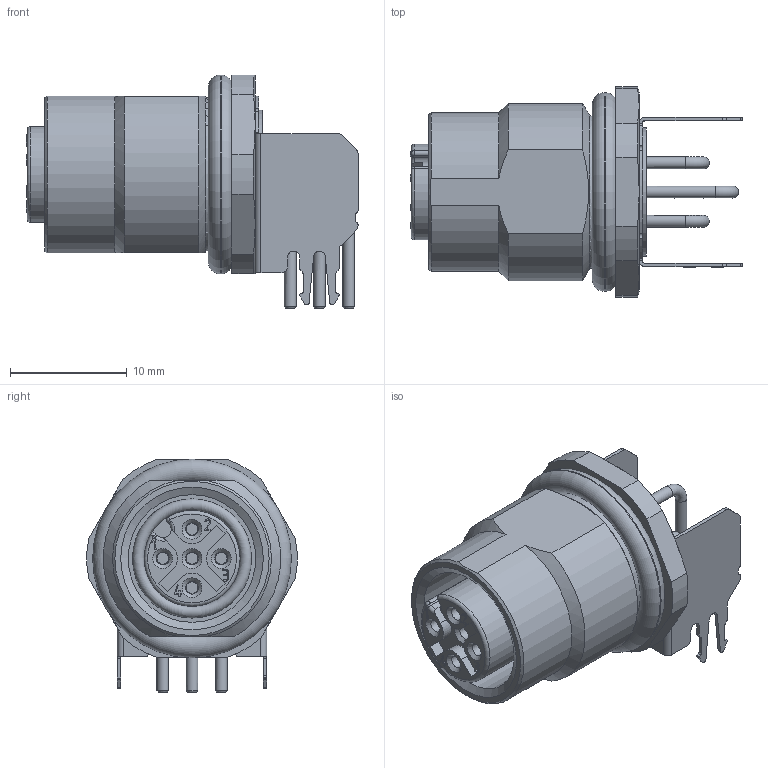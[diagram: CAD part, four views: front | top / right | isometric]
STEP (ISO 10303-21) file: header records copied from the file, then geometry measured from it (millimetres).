
FILE_DESCRIPTION(/* description */ (''),/* implementation_level */ '2;1');
FILE_NAME(/* name */ '09 3442 605 05 001_00.stp',/* time_stamp */ '2013-10-01T14:07:25+02:00',/* author */ (''),/* organization */ (''),/* preprocessor_version */ 'ST-DEVELOPER v14',/* originating_system */ 'SIEMENS PLM Software NX 8.0',/* authorisation */ '');
FILE_SCHEMA (('AUTOMOTIVE_DESIGN { 1 0 10303 214 3 1 1 1 }'));
Length unit declared in the file: millimetre
Products named in the file (1): cerl08CC80A1zghb
Bounding box: 28.4 x 17.96 x 20 mm (x, y, z)
Volume: 2925.2 mm3; surface area: 3058.3 mm2
Topology: 1 solids, 3 shells, 349 faces, 925 edges, 608 vertices
Faces by surface type: plane 140, cylinder 112, extrusion 53, cone 26, torus 16, sphere 2
Full cylindrical faces by diameter (mm): 1 x10, 1.1 x10, 1.3 x5, 8.2 x1, 10.2 x1, 10.4 x1, 10.917 x1, 11 x1, 11.05 x1, 13 x2, 17 x1
Entity records: 10499 total; most frequent: CARTESIAN_POINT 2313, ORIENTED_EDGE 1642, DIRECTION 1605, EDGE_CURVE 821, VERTEX_POINT 571, AXIS2_PLACEMENT_3D 562, VECTOR 481, EDGE_LOOP 446
